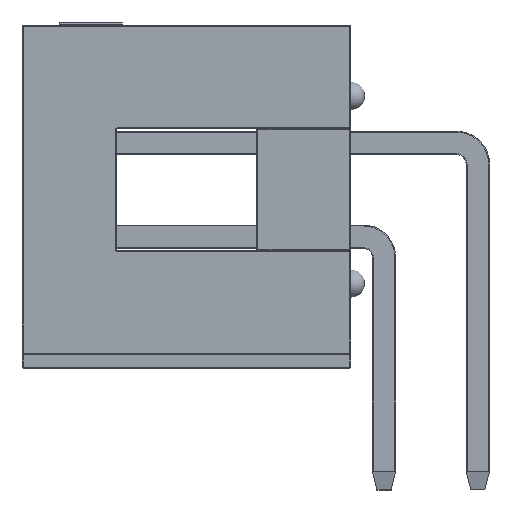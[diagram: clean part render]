
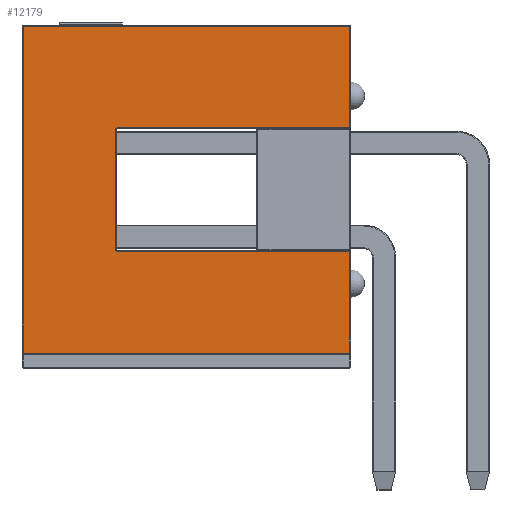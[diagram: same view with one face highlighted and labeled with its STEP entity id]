
A CAD part, front view. The second image highlights one B-rep face of the part: STEP entity #12179.
In plain terms, the highlighted face is planar.
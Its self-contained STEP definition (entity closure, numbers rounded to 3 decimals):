
#731=PLANE('',#13243);
#1364=FACE_OUTER_BOUND('',#2099,.T.);
#2099=EDGE_LOOP('',(#9764,#9765,#9766,#9767,#9768,#9769,#9770,#9771,#9772,
#9773));
#2764=CIRCLE('',#13062,0.051);
#2798=CIRCLE('',#13111,0.051);
#3013=LINE('',#18319,#4286);
#3016=LINE('',#18358,#4289);
#3021=LINE('',#18386,#4294);
#3026=LINE('',#18408,#4299);
#3032=LINE('',#18438,#4305);
#3035=LINE('',#18442,#4308);
#3039=LINE('',#18448,#4312);
#3080=LINE('',#18510,#4353);
#4286=VECTOR('',#14721,10.);
#4289=VECTOR('',#14766,10.);
#4294=VECTOR('',#14799,10.);
#4299=VECTOR('',#14826,10.);
#4305=VECTOR('',#14862,10.);
#4308=VECTOR('',#14867,10.);
#4312=VECTOR('',#14875,10.);
#4353=VECTOR('',#14958,10.);
#5707=VERTEX_POINT('',#18071);
#5739=VERTEX_POINT('',#18255);
#5740=VERTEX_POINT('',#18257);
#5761=VERTEX_POINT('',#18314);
#5773=VERTEX_POINT('',#18349);
#5774=VERTEX_POINT('',#18350);
#5785=VERTEX_POINT('',#18381);
#5789=VERTEX_POINT('',#18401);
#5795=VERTEX_POINT('',#18421);
#5799=VERTEX_POINT('',#18429);
#6973=EDGE_CURVE('',#5739,#5740,#2764,.T.);
#7003=EDGE_CURVE('',#5707,#5761,#3013,.T.);
#7017=EDGE_CURVE('',#5773,#5774,#2798,.T.);
#7021=EDGE_CURVE('',#5774,#5739,#3016,.T.);
#7035=EDGE_CURVE('',#5761,#5785,#3021,.T.);
#7046=EDGE_CURVE('',#5789,#5773,#3026,.T.);
#7061=EDGE_CURVE('',#5795,#5799,#3032,.T.);
#7064=EDGE_CURVE('',#5799,#5789,#3035,.T.);
#7068=EDGE_CURVE('',#5785,#5795,#3039,.T.);
#7109=EDGE_CURVE('',#5740,#5707,#3080,.T.);
#9764=ORIENTED_EDGE('',*,*,#7061,.F.);
#9765=ORIENTED_EDGE('',*,*,#7068,.F.);
#9766=ORIENTED_EDGE('',*,*,#7035,.F.);
#9767=ORIENTED_EDGE('',*,*,#7003,.F.);
#9768=ORIENTED_EDGE('',*,*,#7109,.F.);
#9769=ORIENTED_EDGE('',*,*,#6973,.F.);
#9770=ORIENTED_EDGE('',*,*,#7021,.F.);
#9771=ORIENTED_EDGE('',*,*,#7017,.F.);
#9772=ORIENTED_EDGE('',*,*,#7046,.F.);
#9773=ORIENTED_EDGE('',*,*,#7064,.F.);
#12179=ADVANCED_FACE('',(#1364),#731,.T.);
#13062=AXIS2_PLACEMENT_3D('',#18258,#14648,#14649);
#13111=AXIS2_PLACEMENT_3D('',#18351,#14756,#14757);
#13243=AXIS2_PLACEMENT_3D('',#19133,#15402,#15403);
#14648=DIRECTION('center_axis',(1.,0.,0.));
#14649=DIRECTION('ref_axis',(0.,-0.707,0.707));
#14721=DIRECTION('',(0.,-1.,0.));
#14756=DIRECTION('center_axis',(1.,0.,0.));
#14757=DIRECTION('ref_axis',(0.,0.707,0.707));
#14766=DIRECTION('',(0.,-1.,0.));
#14799=DIRECTION('',(0.,0.,1.));
#14826=DIRECTION('',(0.,0.,1.));
#14862=DIRECTION('',(0.,0.,-1.));
#14867=DIRECTION('',(0.,-1.,0.));
#14875=DIRECTION('',(0.,1.,0.));
#14958=DIRECTION('',(0.,0.,-1.));
#15402=DIRECTION('center_axis',(1.,0.,0.));
#15403=DIRECTION('ref_axis',(0.,1.,0.));
#18071=CARTESIAN_POINT('',(40.005,-1.676,0.025));
#18255=CARTESIAN_POINT('',(40.005,-1.626,6.375));
#18257=CARTESIAN_POINT('',(40.005,-1.676,6.325));
#18258=CARTESIAN_POINT('Origin',(40.005,-1.626,6.325));
#18314=CARTESIAN_POINT('',(40.005,-4.42,0.025));
#18319=CARTESIAN_POINT('',(40.005,-2.223,0.025));
#18349=CARTESIAN_POINT('',(40.005,1.676,6.325));
#18350=CARTESIAN_POINT('',(40.005,1.626,6.375));
#18351=CARTESIAN_POINT('Origin',(40.005,1.626,6.325));
#18358=CARTESIAN_POINT('',(40.005,-3.048,6.375));
#18381=CARTESIAN_POINT('',(40.005,-4.42,8.865));
#18386=CARTESIAN_POINT('',(40.005,-4.42,0.));
#18401=CARTESIAN_POINT('',(40.005,1.676,0.025));
#18408=CARTESIAN_POINT('',(40.005,1.676,3.175));
#18421=CARTESIAN_POINT('',(40.005,4.42,8.865));
#18429=CARTESIAN_POINT('',(40.005,4.42,0.025));
#18438=CARTESIAN_POINT('',(40.005,4.42,0.));
#18442=CARTESIAN_POINT('',(40.005,-2.223,0.025));
#18448=CARTESIAN_POINT('',(40.005,-2.223,8.865));
#18510=CARTESIAN_POINT('',(40.005,-1.676,0.));
#19133=CARTESIAN_POINT('Origin',(40.005,-4.445,0.));
